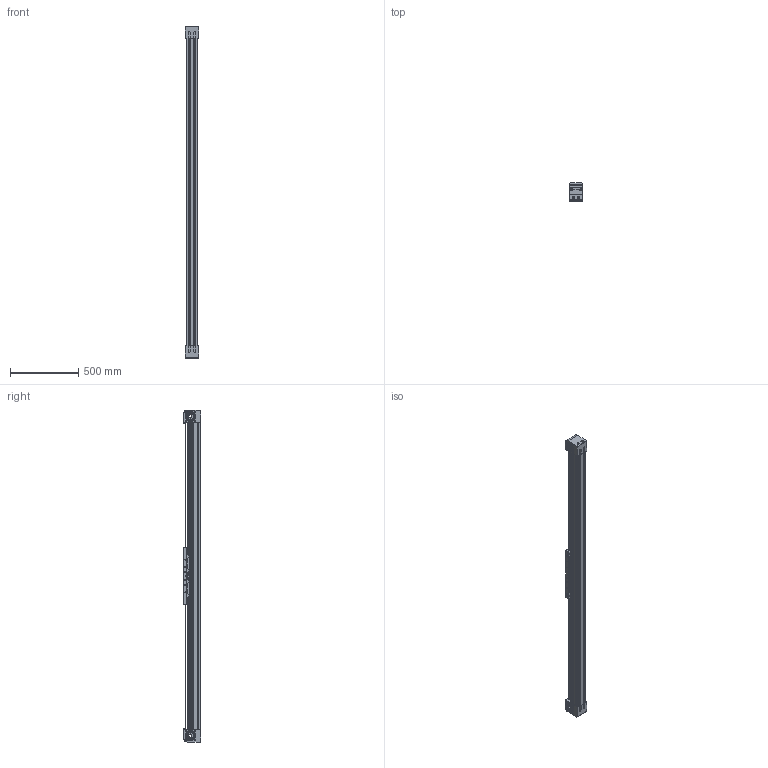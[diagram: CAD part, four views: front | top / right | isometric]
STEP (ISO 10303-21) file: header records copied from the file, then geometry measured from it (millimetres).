
FILE_DESCRIPTION (( 'STEP AP214' ), '1' );
FILE_NAME ('BLM80-1800.STEP', '2023-03-14T07:46:28', ( '' ), ( '' ), 'SwSTEP 2.0', 'SolidWorks 2023', '' );
FILE_SCHEMA (( 'AUTOMOTIVE_DESIGN' ));
Length unit declared in the file: millimetre
Products named in the file (1): BLM80-1800
Bounding box: 100 x 130 x 2424 mm (x, y, z)
Volume: 15817775 mm3; surface area: 2386101.3 mm2
Topology: 49 solids, 57 shells, 5040 faces, 14157 edges, 9293 vertices
Faces by surface type: plane 2788, cylinder 1924, torus 152, sphere 100, cone 52, bspline 24
Entity records: 223211 total; most frequent: CARTESIAN_POINT 34847, DIRECTION 28064, ORIENTED_EDGE 27706, EDGE_CURVE 13853, AXIS2_PLACEMENT_3D 9480, LINE 9104, VECTOR 9104, VERTEX_POINT 9101
